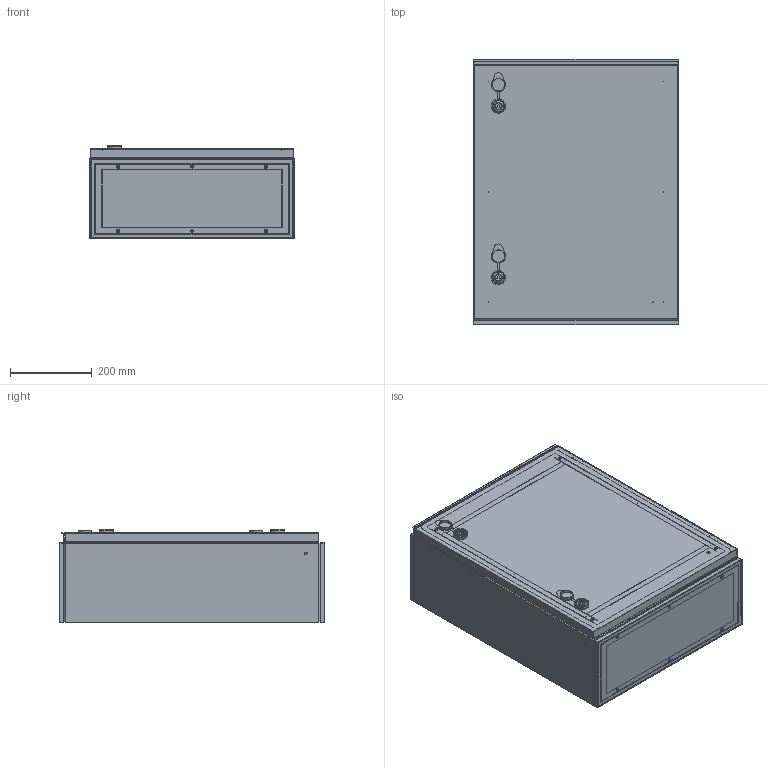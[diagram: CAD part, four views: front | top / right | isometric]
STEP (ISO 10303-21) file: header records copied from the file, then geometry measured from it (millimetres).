
FILE_DESCRIPTION (( 'STEP AP203' ), '1' );
FILE_NAME ('YKM40-03-65 Êîðïóñ ìåòàëëè÷åñêèé ÙÌÏ-3-0 74 Ó1 IP65 GARANT.STEP', '2016-08-30T08:21:10', ( '' ), ( '' ), 'SwSTEP 2.0', 'SolidWorks 2014', '' );
FILE_SCHEMA (( 'CONFIG_CONTROL_DESIGN' ));
Products named in the file (1): YKM40-03-65 Êîðïóñ ìåòàëëè÷åñêèé ÙÌÏ-3-0 74 Ó1 IP65 GARANT
Bounding box: 500 x 650 x 229 mm (x, y, z)
Volume: 2144588.6 mm3; surface area: 3526929.6 mm2
Topology: 7 solids, 13 shells, 1799 faces, 4545 edges, 2964 vertices
Faces by surface type: plane 1056, cylinder 447, bspline 222, cone 74
Full cylindrical faces by diameter (mm): 1 x19, 3.6 x88, 4 x8, 4.2 x2, 4.3 x2, 5.2 x92, 5.5 x4, 6 x25, 6.5 x36, 7.5 x17, 8 x4, 9 x8, 10 x4, 14.2 x4, 16 x2, 30 x2, 32 x2, 33 x2, 35 x2
Entity records: 69449 total; most frequent: CARTESIAN_POINT 30040, ORIENTED_EDGE 7548, DIRECTION 7350, EDGE_CURVE 3774, EDGE_LOOP 3000, VERTEX_POINT 2738, AXIS2_PLACEMENT_3D 2504, LINE 2342
